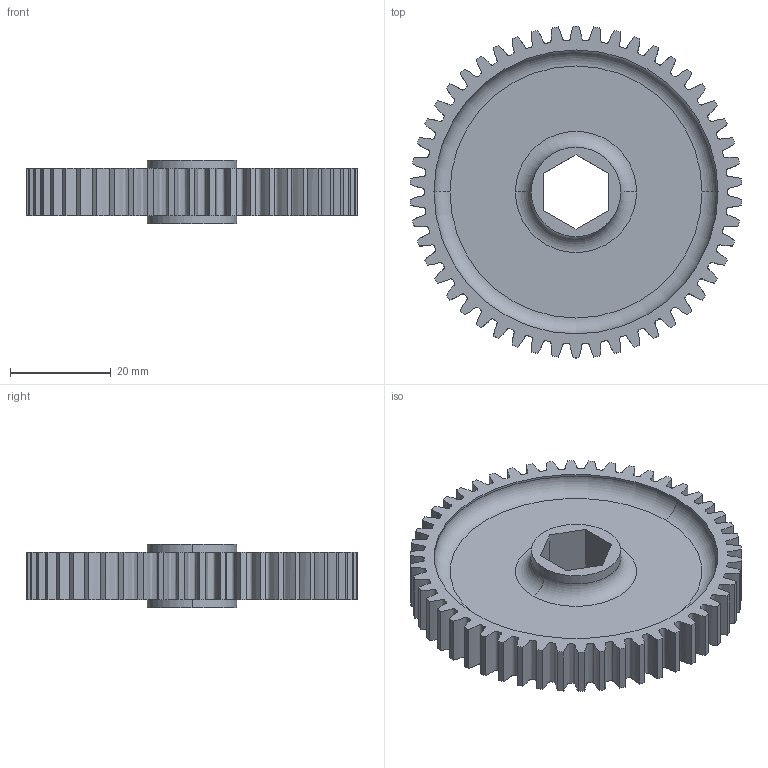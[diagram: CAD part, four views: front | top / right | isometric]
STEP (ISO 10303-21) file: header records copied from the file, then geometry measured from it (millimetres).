
FILE_DESCRIPTION (( 'STEP AP214' ), '1' );
FILE_NAME ('WCP-0182 Rev1.STEP', '2019-12-24T17:48:10', ( '' ), ( '' ), 'SwSTEP 2.0', 'SolidWorks 2018', '' );
FILE_SCHEMA (( 'AUTOMOTIVE_DESIGN' ));
Length unit declared in the file: inch
Products named in the file (1): WCP-0182 Rev1
Bounding box: 65.97 x 66.04 x 12.65 mm (x, y, z)
Volume: 14609.4 mm3; surface area: 11656.7 mm2
Topology: 1 solids, 1 shells, 128 faces, 358 edges, 236 vertices
Faces by surface type: cylinder 58, bspline 50, plane 12, torus 8
Entity records: 18694 total; most frequent: CARTESIAN_POINT 15573, ORIENTED_EDGE 716, DIRECTION 548, EDGE_CURVE 358, VERTEX_POINT 236, AXIS2_PLACEMENT_3D 211, EDGE_LOOP 134, CIRCLE 132
